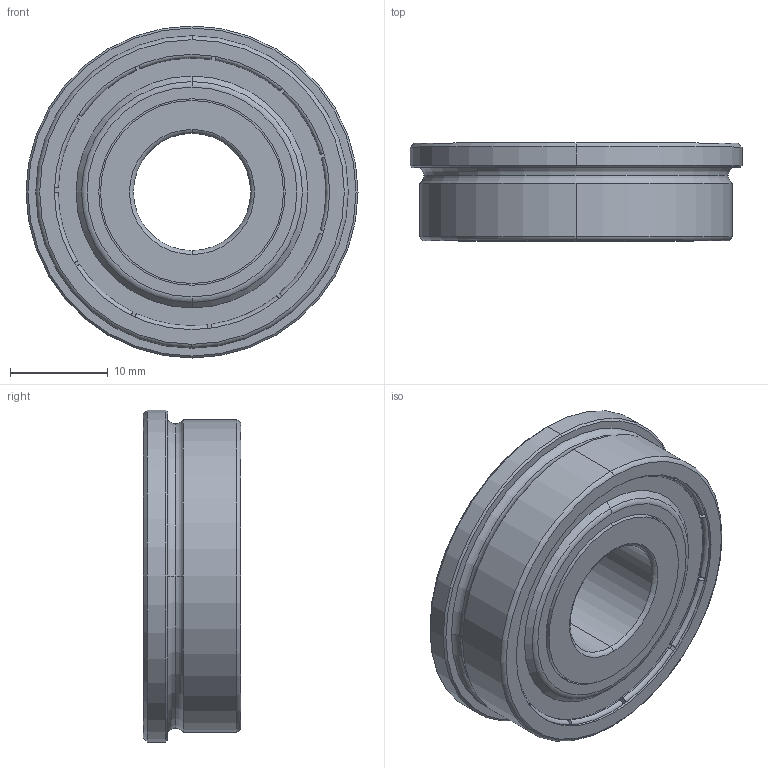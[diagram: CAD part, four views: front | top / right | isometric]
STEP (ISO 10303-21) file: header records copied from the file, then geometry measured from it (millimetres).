
FILE_DESCRIPTION (( 'STEP AP203' ), '1' );
FILE_NAME ('1601-1032-0012.STEP', '2019-01-22T16:34:08', ( '' ), ( '' ), 'SwSTEP 2.0', 'SolidWorks 2016', '' );
FILE_SCHEMA (( 'CONFIG_CONTROL_DESIGN' ));
Length unit declared in the file: millimetre
Products named in the file (1): 1601-1032-0012
Bounding box: 34 x 10 x 34 mm (x, y, z)
Volume: 6599.7 mm3; surface area: 3976.2 mm2
Topology: 23 solids, 23 shells, 145 faces, 248 edges, 160 vertices
Faces by surface type: torus 58, plane 57, cylinder 22, cone 8
Entity records: 3589 total; most frequent: DIRECTION 758, CARTESIAN_POINT 554, ORIENTED_EDGE 496, AXIS2_PLACEMENT_3D 364, EDGE_CURVE 248, CIRCLE 218, VERTEX_POINT 160, EDGE_LOOP 158
